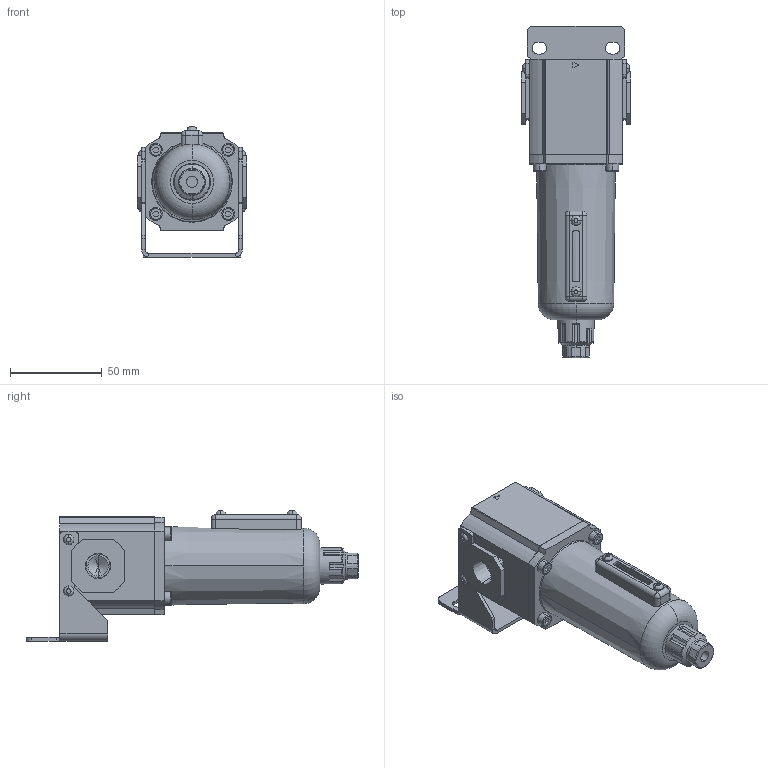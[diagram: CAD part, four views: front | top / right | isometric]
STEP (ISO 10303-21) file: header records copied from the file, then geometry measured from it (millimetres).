
FILE_DESCRIPTION (( 'STEP AP203' ), '1' );
FILE_NAME ('AF-323-MD.step', '2015-11-09T22:37:23', ( '' ), ( '' ), 'SwSTEP 2.0', 'SolidWorks 2015', '' );
FILE_SCHEMA (( 'CONFIG_CONTROL_DESIGN' ));
Length unit declared in the file: millimetre
Products named in the file (1): AF-323-MD
Bounding box: 60 x 181.1 x 71 mm (x, y, z)
Volume: 278054.6 mm3; surface area: 49433.8 mm2
Topology: 9 solids, 9 shells, 412 faces, 1044 edges, 660 vertices
Faces by surface type: plane 245, cylinder 98, torus 38, cone 23, sphere 8
Entity records: 12593 total; most frequent: CARTESIAN_POINT 2593, ORIENTED_EDGE 2064, DIRECTION 2056, EDGE_CURVE 1032, AXIS2_PLACEMENT_3D 717, VERTEX_POINT 660, VECTOR 622, LINE 622
